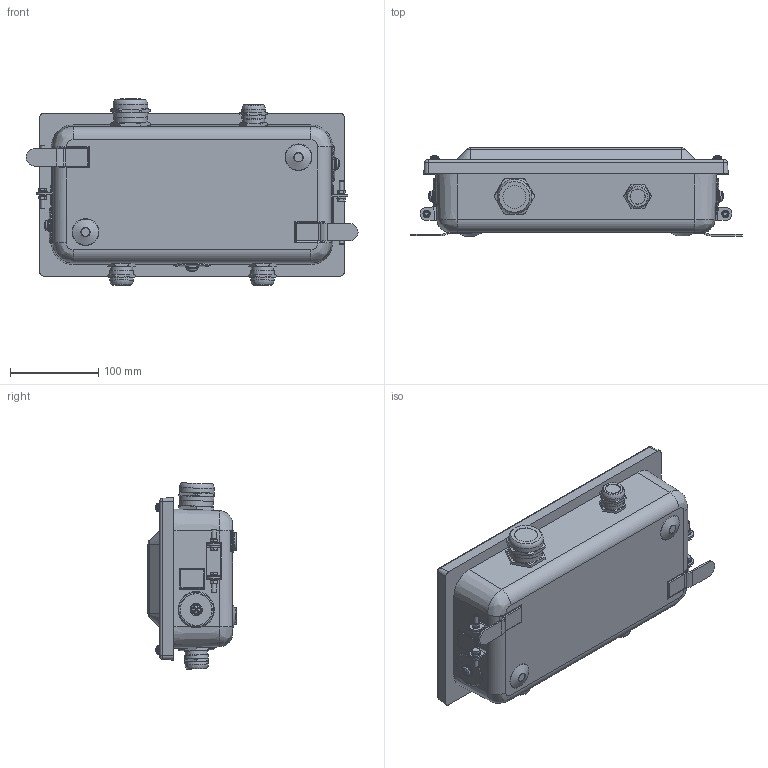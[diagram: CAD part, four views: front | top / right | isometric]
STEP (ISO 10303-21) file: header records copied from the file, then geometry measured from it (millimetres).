
FILE_DESCRIPTION(/* description */ (''),/* implementation_level */ '2;1');
FILE_NAME(/* name */ '',/* time_stamp */ '2025-07-21T15:34:23+07:00',/* author */ ('zeta-72'),/* organization */ (''),/* preprocessor_version */ 'ST-DEVELOPER v19.2',/* originating_system */ 'Autodesk Inventor 2024',/* authorisation */ '');
FILE_SCHEMA (('AUTOMOTIVE_DESIGN { 1 0 10303 214 3 1 1 }'));
Length unit declared in the file: millimetre
Products named in the file (1): ЗЭТА.030.316.000 СБ Коробка 
клеммная КЗНС-16 I
P65_Упростить_1
Bounding box: 377 x 100 x 211.62 mm (x, y, z)
Volume: 4534084.9 mm3; surface area: 232359.8 mm2
Topology: 1 solids, 1 shells, 721 faces, 1759 edges, 1097 vertices
Faces by surface type: plane 296, cone 169, cylinder 147, torus 71, bspline 27, sphere 11
Full cylindrical faces by diameter (mm): 5 x8, 6.7 x4, 10 x8, 14 x3, 16.8 x3, 25 x3, 25.9 x1, 26.5 x6, 36 x3, 38 x1, 39.3 x2
Entity records: 22999 total; most frequent: CARTESIAN_POINT 5891, ORIENTED_EDGE 3488, DIRECTION 3408, EDGE_CURVE 1744, AXIS2_PLACEMENT_3D 1387, VERTEX_POINT 1097, EDGE_LOOP 801, STYLED_ITEM 722
